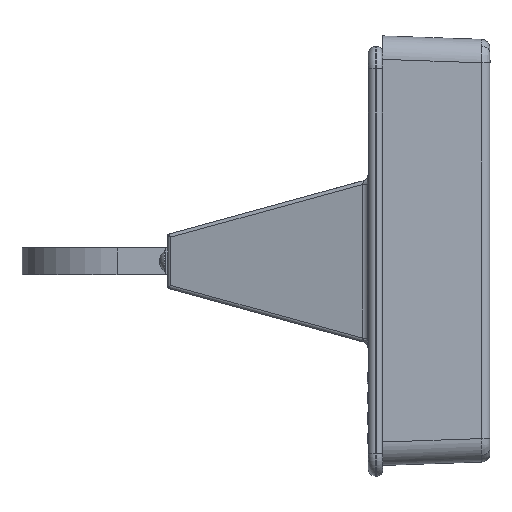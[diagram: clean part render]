
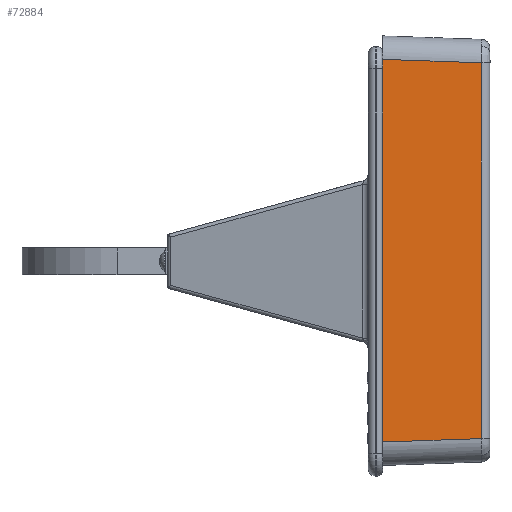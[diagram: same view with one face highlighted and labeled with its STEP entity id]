
A CAD part, left-side view. The second image highlights one B-rep face of the part: STEP entity #72884.
In plain terms, the highlighted face is planar.
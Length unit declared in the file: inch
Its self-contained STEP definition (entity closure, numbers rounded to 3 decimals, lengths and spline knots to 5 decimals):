
#71021=CARTESIAN_POINT('',(-2.95183,-2.62453,-1.37936));
#71022=VERTEX_POINT('',#71021);
#72847=CARTESIAN_POINT('',(-3.,3.,0.0));
#72848=DIRECTION('',(-0.999,0.,-0.035));
#72849=DIRECTION('',(-0.035,0.0,0.999));
#72850=AXIS2_PLACEMENT_3D('',#72847,#72848,#72849);
#72851=PLANE('',#72850);
#72852=CARTESIAN_POINT('',(-3.0,-2.6727,0.0));
#72853=VERTEX_POINT('',#72852);
#72854=CARTESIAN_POINT('',(-2.95183,-2.62453,-1.37936));
#72855=DIRECTION('',(-0.035,-0.035,0.999));
#72856=VECTOR('',#72855,1.38104);
#72857=LINE('',#72854,#72856);
#72858=EDGE_CURVE('',#71022,#72853,#72857,.T.);
#72859=ORIENTED_EDGE('',*,*,#72858,.T.);
#72860=CARTESIAN_POINT('',(-3.,2.6727,0.0));
#72861=VERTEX_POINT('',#72860);
#72862=CARTESIAN_POINT('',(-3.,2.6727,0.0));
#72863=DIRECTION('',(0.0,-1.0,0.0));
#72864=VECTOR('',#72863,5.3454);
#72865=LINE('',#72862,#72864);
#72866=EDGE_CURVE('',#72861,#72853,#72865,.T.);
#72867=ORIENTED_EDGE('',*,*,#72866,.F.);
#72868=CARTESIAN_POINT('',(-2.95183,2.62453,-1.37936));
#72869=VERTEX_POINT('',#72868);
#72870=CARTESIAN_POINT('',(-3.0,2.6727,0.));
#72871=DIRECTION('',(0.035,-0.035,-0.999));
#72872=VECTOR('',#72871,1.38104);
#72873=LINE('',#72870,#72872);
#72874=EDGE_CURVE('',#72861,#72869,#72873,.T.);
#72875=ORIENTED_EDGE('',*,*,#72874,.T.);
#72876=CARTESIAN_POINT('',(-2.95183,2.62453,-1.37936));
#72877=DIRECTION('',(0.0,-1.0,0.0));
#72878=VECTOR('',#72877,5.24906);
#72879=LINE('',#72876,#72878);
#72880=EDGE_CURVE('',#72869,#71022,#72879,.T.);
#72881=ORIENTED_EDGE('',*,*,#72880,.T.);
#72882=EDGE_LOOP('',(#72859,#72867,#72875,#72881));
#72883=FACE_OUTER_BOUND('',#72882,.T.);
#72884=ADVANCED_FACE('',(#72883),#72851,.T.);
